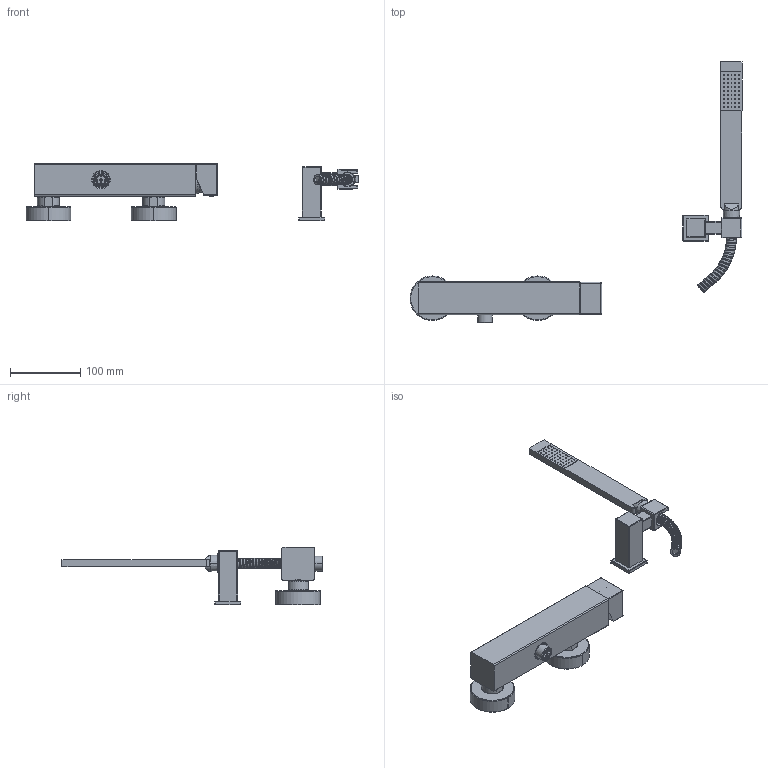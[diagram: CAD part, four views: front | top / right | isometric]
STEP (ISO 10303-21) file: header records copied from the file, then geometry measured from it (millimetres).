
FILE_DESCRIPTION((''),'2;1');
FILE_NAME('LEC168DCR','2021-11-02T16:54:16',('ut3'),('PAFFONI SpA'),'CREO PARAMETRIC BY PTC INC, 2020044','CREO PARAMETRIC BY PTC INC, 2020044','');
FILE_SCHEMA(('CONFIG_CONTROL_DESIGN','SHAPE_APPEARANCE_LAYERS_GROUPS'));
Products named in the file (1): LEC168DCR
Bounding box: 472.5 x 371.89 x 81.5 mm (x, y, z)
Volume: 420791.1 mm3; surface area: 217975.6 mm2
Topology: 2 solids, 2 shells, 1951 faces, 5060 edges, 3162 vertices
Faces by surface type: plane 1016, cylinder 526, torus 162, sphere 87, cone 85, bspline 75
Entity records: 103407 total; most frequent: CARTESIAN_POINT 41932, ORIENTED_EDGE 10078, DIRECTION 9826, EDGE_CURVE 5039, AXIS2_PLACEMENT_3D 3486, VERTEX_POINT 3160, VECTOR 2854, LINE 2854
